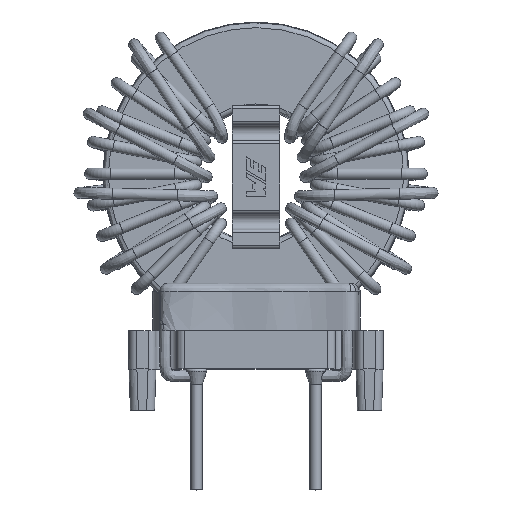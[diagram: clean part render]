
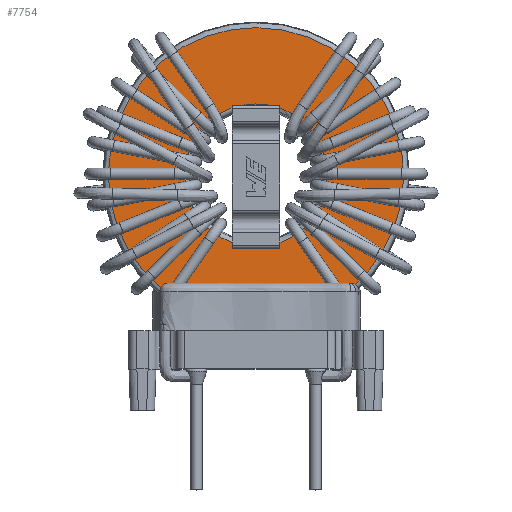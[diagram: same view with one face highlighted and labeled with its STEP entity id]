
A CAD part, top view. The second image highlights one B-rep face of the part: STEP entity #7754.
In plain terms, the highlighted face is planar.
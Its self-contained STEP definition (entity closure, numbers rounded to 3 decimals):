
#2117=ORIENTED_EDGE('',*,*,#3752,.F.);
#2118=ORIENTED_EDGE('',*,*,#3775,.F.);
#3752=EDGE_CURVE('',#4635,#4635,#5260,.T.);
#3775=EDGE_CURVE('',#4654,#4654,#5280,.T.);
#4635=VERTEX_POINT('',#14079);
#4654=VERTEX_POINT('',#14139);
#5260=CIRCLE('',#10350,4.497);
#5280=CIRCLE('',#10388,9.303);
#5781=EDGE_LOOP('',(#2117));
#5782=EDGE_LOOP('',(#2118));
#6680=FACE_BOUND('',#5781,.T.);
#6681=FACE_BOUND('',#5782,.T.);
#7492=PLANE('',#10389);
#7754=ADVANCED_FACE('',(#6680,#6681),#7492,.F.);
#10350=AXIS2_PLACEMENT_3D('',#14078,#11690,#11691);
#10388=AXIS2_PLACEMENT_3D('',#14138,#11769,#11770);
#10389=AXIS2_PLACEMENT_3D('',#14140,#11771,#11772);
#11690=DIRECTION('',(0.,-1.,0.));
#11691=DIRECTION('',(1.,0.,0.01));
#11769=DIRECTION('',(0.,1.,0.));
#11770=DIRECTION('',(-1.,0.,0.006));
#11771=DIRECTION('',(0.,1.,0.));
#11772=DIRECTION('',(1.,0.,0.));
#14078=CARTESIAN_POINT('',(0.,0.,0.));
#14079=CARTESIAN_POINT('',(4.497,0.,0.044));
#14138=CARTESIAN_POINT('',(0.,0.,0.));
#14139=CARTESIAN_POINT('',(-9.303,0.,0.059));
#14140=CARTESIAN_POINT('',(0.,0.,0.));
